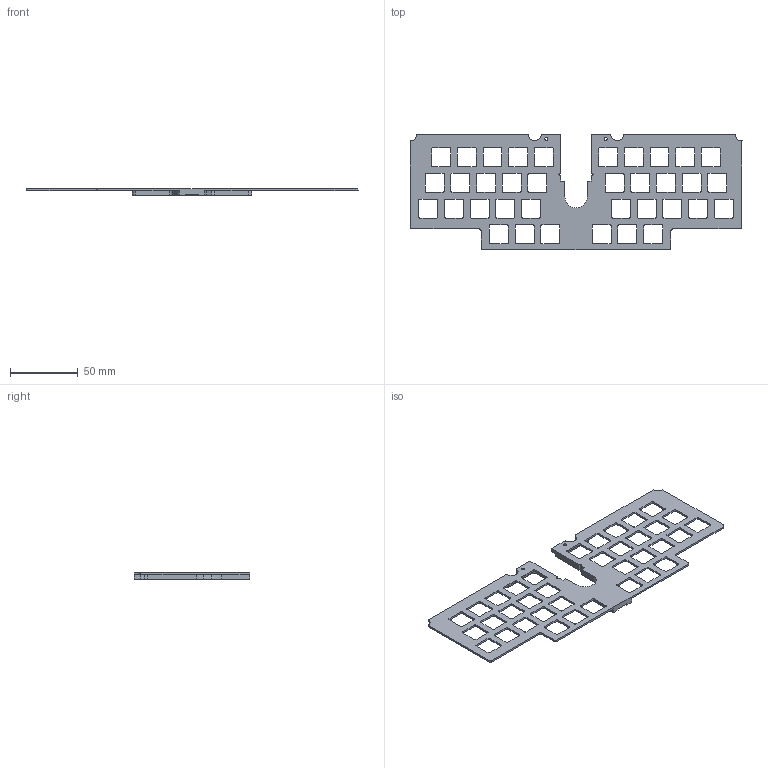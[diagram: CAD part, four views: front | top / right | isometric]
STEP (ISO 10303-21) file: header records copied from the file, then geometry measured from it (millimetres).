
FILE_DESCRIPTION(('FreeCAD Model'),'2;1');
FILE_NAME('Open CASCADE Shape Model','2026-01-17T15:27:11',(''),(''), 'Open CASCADE STEP processor 7.8','FreeCAD','Unknown');
FILE_SCHEMA(('AUTOMOTIVE_DESIGN { 1 0 10303 214 1 1 1 1 }'));
Length unit declared in the file: millimetre
Products named in the file (1): switchplate-1.4mm
Bounding box: 245.5 x 85.5 x 5 mm (x, y, z)
Volume: 20343.5 mm3; surface area: 27790.3 mm2
Topology: 1 solids, 1 shells, 360 faces, 1076 edges, 718 vertices
Faces by surface type: plane 187, cylinder 173
Full cylindrical faces by diameter (mm): 2.2 x2
Entity records: 12378 total; most frequent: CARTESIAN_POINT 2155, ORIENTED_EDGE 2152, DIRECTION 2146, EDGE_CURVE 1076, LINE 728, VECTOR 728, VERTEX_POINT 718, AXIS2_PLACEMENT_3D 709
